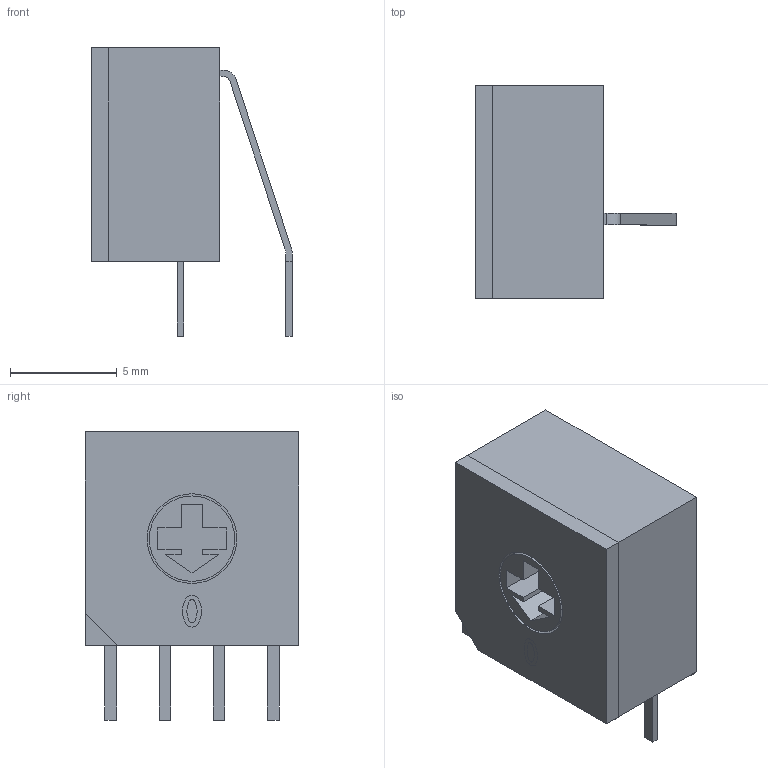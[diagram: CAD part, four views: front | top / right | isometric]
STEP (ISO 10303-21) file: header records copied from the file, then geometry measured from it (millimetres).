
FILE_DESCRIPTION((''),'2;1');
FILE_NAME('SW_APEM_P60A701L508.stp','2014-05-06T12:24:37',(''),(''),'Mechanical Desktop 2011','Mechanical Desktop 2011',', , ');
FILE_SCHEMA(('AUTOMOTIVE_DESIGN { 1 2 10303 214 1 1 1 1 }'));
Length unit declared in the file: millimetre
Products named in the file (1): Product
Bounding box: 9.38 x 10 x 13.5 mm (x, y, z)
Volume: 586.4 mm3; surface area: 794.3 mm2
Topology: 10 solids, 10 shells, 103 faces, 237 edges, 158 vertices
Faces by surface type: plane 70, cylinder 26, bspline 7
Entity records: 2968 total; most frequent: CARTESIAN_POINT 520, DIRECTION 483, ORIENTED_EDGE 474, EDGE_CURVE 237, VECTOR 185, LINE 185, VERTEX_POINT 158, AXIS2_PLACEMENT_3D 149
